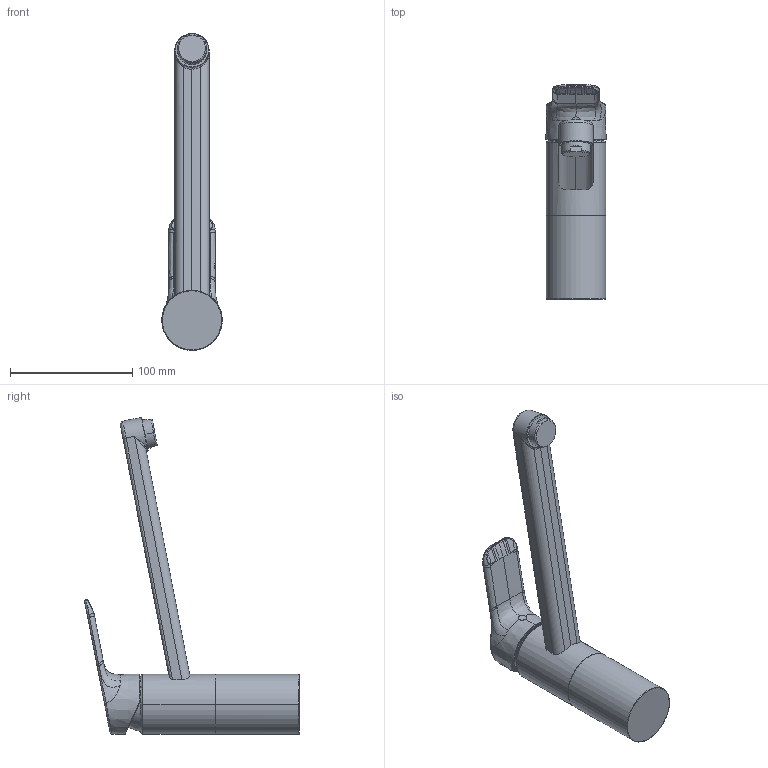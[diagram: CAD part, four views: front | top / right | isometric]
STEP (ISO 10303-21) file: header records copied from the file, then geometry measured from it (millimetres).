
FILE_DESCRIPTION (( 'STEP AP203' ), '1' );
FILE_NAME ('55482203(2022).STEP', '2022-10-13T07:37:04', ( '' ), ( '' ), 'SwSTEP 2.0', 'SolidWorks 2016', '' );
FILE_SCHEMA (( 'CONFIG_CONTROL_DESIGN' ));
Length unit declared in the file: millimetre
Products named in the file (1): 55482203(2022)
Bounding box: 49.57 x 175.7 x 259.41 mm (x, y, z)
Volume: 409870.2 mm3; surface area: 52083.9 mm2
Topology: 1 solids, 1 shells, 165 faces, 441 edges, 284 vertices
Faces by surface type: bspline 127, cylinder 16, plane 15, cone 7
Entity records: 14849 total; most frequent: CARTESIAN_POINT 11740, ORIENTED_EDGE 882, EDGE_CURVE 441, DIRECTION 308, VERTEX_POINT 284, B_SPLINE_CURVE_WITH_KNOTS 223, EDGE_LOOP 171, FACE_OUTER_BOUND 165
